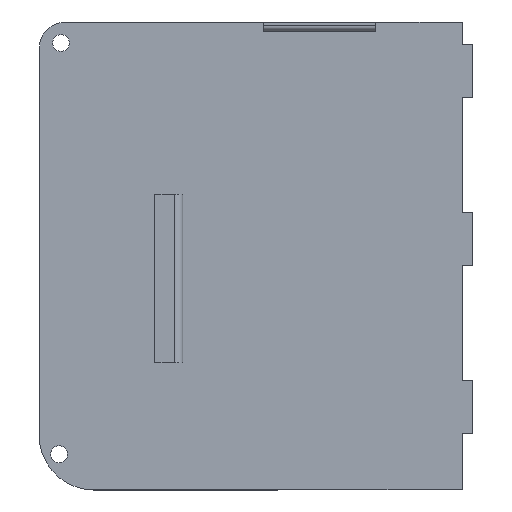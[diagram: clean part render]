
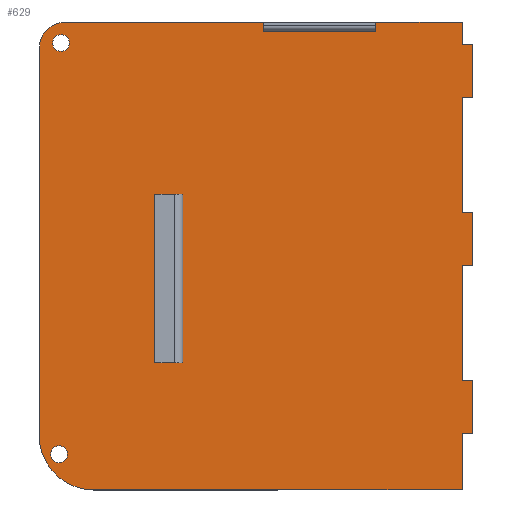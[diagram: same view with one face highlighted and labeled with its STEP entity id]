
A CAD part, top view. The second image highlights one B-rep face of the part: STEP entity #629.
In plain terms, the highlighted planar face has unit normal (0, 0, 1).
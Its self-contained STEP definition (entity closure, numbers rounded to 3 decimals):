
#15=FACE_BOUND('',#88,.T.);
#16=FACE_BOUND('',#89,.T.);
#17=FACE_BOUND('',#90,.T.);
#24=PLANE('',#682);
#54=FACE_OUTER_BOUND('',#87,.T.);
#87=EDGE_LOOP('',(#466,#467,#468,#469,#470,#471,#472,#473,#474,#475,#476,
#477,#478,#479,#480,#481,#482,#483,#484,#485,#486,#487));
#88=EDGE_LOOP('',(#488));
#89=EDGE_LOOP('',(#489));
#90=EDGE_LOOP('',(#490,#491,#492,#493));
#126=LINE('',#916,#204);
#129=LINE('',#921,#207);
#131=LINE('',#925,#209);
#132=LINE('',#928,#210);
#133=LINE('',#932,#211);
#134=LINE('',#936,#212);
#135=LINE('',#938,#213);
#136=LINE('',#940,#214);
#137=LINE('',#942,#215);
#138=LINE('',#944,#216);
#139=LINE('',#946,#217);
#140=LINE('',#948,#218);
#141=LINE('',#950,#219);
#142=LINE('',#952,#220);
#143=LINE('',#954,#221);
#144=LINE('',#956,#222);
#145=LINE('',#958,#223);
#146=LINE('',#960,#224);
#147=LINE('',#962,#225);
#148=LINE('',#963,#226);
#149=LINE('',#966,#227);
#150=LINE('',#968,#228);
#151=LINE('',#970,#229);
#152=LINE('',#971,#230);
#204=VECTOR('',#746,10.);
#207=VECTOR('',#751,10.);
#209=VECTOR('',#755,10.);
#210=VECTOR('',#758,10.);
#211=VECTOR('',#761,10.);
#212=VECTOR('',#764,10.);
#213=VECTOR('',#765,10.);
#214=VECTOR('',#766,10.);
#215=VECTOR('',#767,10.);
#216=VECTOR('',#768,10.);
#217=VECTOR('',#769,10.);
#218=VECTOR('',#770,10.);
#219=VECTOR('',#771,10.);
#220=VECTOR('',#772,10.);
#221=VECTOR('',#773,10.);
#222=VECTOR('',#774,10.);
#223=VECTOR('',#775,10.);
#224=VECTOR('',#776,10.);
#225=VECTOR('',#777,10.);
#226=VECTOR('',#778,10.);
#227=VECTOR('',#779,10.);
#228=VECTOR('',#780,10.);
#229=VECTOR('',#781,10.);
#230=VECTOR('',#782,10.);
#275=CIRCLE('',#671,1.5);
#277=CIRCLE('',#674,1.5);
#280=CIRCLE('',#683,4.7);
#281=CIRCLE('',#684,9.7);
#287=VERTEX_POINT('',#888);
#289=VERTEX_POINT('',#894);
#296=VERTEX_POINT('',#913);
#297=VERTEX_POINT('',#915);
#298=VERTEX_POINT('',#919);
#299=VERTEX_POINT('',#923);
#300=VERTEX_POINT('',#927);
#301=VERTEX_POINT('',#929);
#302=VERTEX_POINT('',#931);
#303=VERTEX_POINT('',#933);
#304=VERTEX_POINT('',#935);
#305=VERTEX_POINT('',#937);
#306=VERTEX_POINT('',#939);
#307=VERTEX_POINT('',#941);
#308=VERTEX_POINT('',#943);
#309=VERTEX_POINT('',#945);
#310=VERTEX_POINT('',#947);
#311=VERTEX_POINT('',#949);
#312=VERTEX_POINT('',#951);
#313=VERTEX_POINT('',#953);
#314=VERTEX_POINT('',#955);
#315=VERTEX_POINT('',#957);
#316=VERTEX_POINT('',#959);
#317=VERTEX_POINT('',#961);
#318=VERTEX_POINT('',#964);
#319=VERTEX_POINT('',#965);
#320=VERTEX_POINT('',#967);
#321=VERTEX_POINT('',#969);
#348=EDGE_CURVE('',#287,#287,#275,.T.);
#351=EDGE_CURVE('',#289,#289,#277,.T.);
#360=EDGE_CURVE('',#297,#296,#126,.T.);
#363=EDGE_CURVE('',#296,#298,#129,.T.);
#365=EDGE_CURVE('',#298,#299,#131,.T.);
#366=EDGE_CURVE('',#299,#300,#132,.T.);
#367=EDGE_CURVE('',#301,#300,#280,.T.);
#368=EDGE_CURVE('',#301,#302,#133,.T.);
#369=EDGE_CURVE('',#303,#302,#281,.T.);
#370=EDGE_CURVE('',#303,#304,#134,.T.);
#371=EDGE_CURVE('',#304,#305,#135,.T.);
#372=EDGE_CURVE('',#305,#306,#136,.T.);
#373=EDGE_CURVE('',#307,#306,#137,.T.);
#374=EDGE_CURVE('',#308,#307,#138,.T.);
#375=EDGE_CURVE('',#308,#309,#139,.T.);
#376=EDGE_CURVE('',#309,#310,#140,.T.);
#377=EDGE_CURVE('',#311,#310,#141,.T.);
#378=EDGE_CURVE('',#312,#311,#142,.T.);
#379=EDGE_CURVE('',#312,#313,#143,.T.);
#380=EDGE_CURVE('',#313,#314,#144,.T.);
#381=EDGE_CURVE('',#315,#314,#145,.T.);
#382=EDGE_CURVE('',#316,#315,#146,.T.);
#383=EDGE_CURVE('',#316,#317,#147,.T.);
#384=EDGE_CURVE('',#317,#297,#148,.T.);
#385=EDGE_CURVE('',#318,#319,#149,.T.);
#386=EDGE_CURVE('',#319,#320,#150,.T.);
#387=EDGE_CURVE('',#320,#321,#151,.T.);
#388=EDGE_CURVE('',#321,#318,#152,.T.);
#466=ORIENTED_EDGE('',*,*,#360,.T.);
#467=ORIENTED_EDGE('',*,*,#363,.T.);
#468=ORIENTED_EDGE('',*,*,#365,.T.);
#469=ORIENTED_EDGE('',*,*,#366,.T.);
#470=ORIENTED_EDGE('',*,*,#367,.F.);
#471=ORIENTED_EDGE('',*,*,#368,.T.);
#472=ORIENTED_EDGE('',*,*,#369,.F.);
#473=ORIENTED_EDGE('',*,*,#370,.T.);
#474=ORIENTED_EDGE('',*,*,#371,.T.);
#475=ORIENTED_EDGE('',*,*,#372,.T.);
#476=ORIENTED_EDGE('',*,*,#373,.F.);
#477=ORIENTED_EDGE('',*,*,#374,.F.);
#478=ORIENTED_EDGE('',*,*,#375,.T.);
#479=ORIENTED_EDGE('',*,*,#376,.T.);
#480=ORIENTED_EDGE('',*,*,#377,.F.);
#481=ORIENTED_EDGE('',*,*,#378,.F.);
#482=ORIENTED_EDGE('',*,*,#379,.T.);
#483=ORIENTED_EDGE('',*,*,#380,.T.);
#484=ORIENTED_EDGE('',*,*,#381,.F.);
#485=ORIENTED_EDGE('',*,*,#382,.F.);
#486=ORIENTED_EDGE('',*,*,#383,.T.);
#487=ORIENTED_EDGE('',*,*,#384,.T.);
#488=ORIENTED_EDGE('',*,*,#348,.T.);
#489=ORIENTED_EDGE('',*,*,#351,.T.);
#490=ORIENTED_EDGE('',*,*,#385,.T.);
#491=ORIENTED_EDGE('',*,*,#386,.T.);
#492=ORIENTED_EDGE('',*,*,#387,.T.);
#493=ORIENTED_EDGE('',*,*,#388,.T.);
#629=ADVANCED_FACE('',(#54,#15,#16,#17),#24,.F.);
#671=AXIS2_PLACEMENT_3D('',#890,#721,#722);
#674=AXIS2_PLACEMENT_3D('',#896,#728,#729);
#682=AXIS2_PLACEMENT_3D('',#926,#756,#757);
#683=AXIS2_PLACEMENT_3D('',#930,#759,#760);
#684=AXIS2_PLACEMENT_3D('',#934,#762,#763);
#721=DIRECTION('center_axis',(0.,0.,
-1.));
#722=DIRECTION('ref_axis',(1.,0.,0.));
#728=DIRECTION('center_axis',(0.,0.,
-1.));
#729=DIRECTION('ref_axis',(1.,0.,0.));
#746=DIRECTION('',(0.,-1.,0.));
#751=DIRECTION('',(-1.,0.,0.));
#755=DIRECTION('',(0.,1.,0.));
#756=DIRECTION('center_axis',(0.,0.,
-1.));
#757=DIRECTION('ref_axis',(1.,0.,0.));
#758=DIRECTION('',(-1.,0.,0.));
#759=DIRECTION('center_axis',(0.,0.,
-1.));
#760=DIRECTION('ref_axis',(-1.,0.,0.));
#761=DIRECTION('',(0.,-1.,0.));
#762=DIRECTION('center_axis',(0.,0.,
-1.));
#763=DIRECTION('ref_axis',(0.,-1.,0.));
#764=DIRECTION('',(1.,0.,0.));
#765=DIRECTION('',(0.,1.,0.));
#766=DIRECTION('',(1.,0.,0.));
#767=DIRECTION('',(0.,-1.,0.));
#768=DIRECTION('',(1.,0.,0.));
#769=DIRECTION('',(0.,1.,0.));
#770=DIRECTION('',(1.,0.,0.));
#771=DIRECTION('',(0.,-1.,0.));
#772=DIRECTION('',(1.,0.,0.));
#773=DIRECTION('',(0.,1.,0.));
#774=DIRECTION('',(1.,0.,0.));
#775=DIRECTION('',(0.,-1.,0.));
#776=DIRECTION('',(1.,0.,0.));
#777=DIRECTION('',(0.,1.,0.));
#778=DIRECTION('',(-1.,0.,0.));
#779=DIRECTION('',(-1.,0.,0.));
#780=DIRECTION('',(0.,1.,0.));
#781=DIRECTION('',(1.,0.,0.));
#782=DIRECTION('',(0.,-1.,0.));
#888=CARTESIAN_POINT('',(-34.343,5.677,-21.23));
#890=CARTESIAN_POINT('Origin',(-32.843,5.677,-21.23));
#894=CARTESIAN_POINT('',(-34.,79.,-21.23));
#896=CARTESIAN_POINT('Origin',(-32.5,79.,-21.23));
#913=CARTESIAN_POINT('',(23.65,81.1,-21.23));
#915=CARTESIAN_POINT('',(23.65,82.748,-21.23));
#916=CARTESIAN_POINT('',(23.65,61.062,-21.23));
#919=CARTESIAN_POINT('',(3.65,81.1,-21.23));
#921=CARTESIAN_POINT('',(2.484,81.1,-21.23));
#923=CARTESIAN_POINT('',(3.65,82.748,-21.23));
#925=CARTESIAN_POINT('',(3.65,61.886,-21.23));
#926=CARTESIAN_POINT('Origin',(1.318,41.024,-21.23));
#927=CARTESIAN_POINT('',(-31.682,82.748,-21.23));
#928=CARTESIAN_POINT('',(39.018,82.748,-21.23));
#929=CARTESIAN_POINT('',(-36.382,78.048,-21.23));
#930=CARTESIAN_POINT('Origin',(-31.682,78.048,-21.23));
#931=CARTESIAN_POINT('',(-36.382,9.,-21.23));
#932=CARTESIAN_POINT('',(-36.382,78.048,-21.23));
#933=CARTESIAN_POINT('',(-26.682,-0.7,-21.23));
#934=CARTESIAN_POINT('Origin',(-26.682,9.,-21.23));
#935=CARTESIAN_POINT('',(39.018,-0.7,-21.23));
#936=CARTESIAN_POINT('',(-26.682,-0.7,-21.23));
#937=CARTESIAN_POINT('',(39.018,9.298,-21.23));
#938=CARTESIAN_POINT('',(39.018,-0.7,-21.23));
#939=CARTESIAN_POINT('',(40.918,9.298,-21.23));
#940=CARTESIAN_POINT('',(39.018,9.298,-21.23));
#941=CARTESIAN_POINT('',(40.918,18.798,-21.23));
#942=CARTESIAN_POINT('',(40.918,18.798,-21.23));
#943=CARTESIAN_POINT('',(39.018,18.798,-21.23));
#944=CARTESIAN_POINT('',(39.018,18.798,-21.23));
#945=CARTESIAN_POINT('',(39.018,39.298,-21.23));
#946=CARTESIAN_POINT('',(39.018,-0.7,-21.23));
#947=CARTESIAN_POINT('',(40.918,39.298,-21.23));
#948=CARTESIAN_POINT('',(39.018,39.298,-21.23));
#949=CARTESIAN_POINT('',(40.918,48.798,-21.23));
#950=CARTESIAN_POINT('',(40.918,48.798,-21.23));
#951=CARTESIAN_POINT('',(39.018,48.798,-21.23));
#952=CARTESIAN_POINT('',(39.018,48.798,-21.23));
#953=CARTESIAN_POINT('',(39.018,69.298,-21.23));
#954=CARTESIAN_POINT('',(39.018,-0.7,-21.23));
#955=CARTESIAN_POINT('',(40.918,69.298,-21.23));
#956=CARTESIAN_POINT('',(39.018,69.298,-21.23));
#957=CARTESIAN_POINT('',(40.918,78.798,-21.23));
#958=CARTESIAN_POINT('',(40.918,78.798,-21.23));
#959=CARTESIAN_POINT('',(39.018,78.798,-21.23));
#960=CARTESIAN_POINT('',(39.018,78.798,-21.23));
#961=CARTESIAN_POINT('',(39.018,82.748,-21.23));
#962=CARTESIAN_POINT('',(39.018,-0.7,-21.23));
#963=CARTESIAN_POINT('',(39.018,82.748,-21.23));
#964=CARTESIAN_POINT('',(-10.782,22.,-21.23));
#965=CARTESIAN_POINT('',(-15.782,22.,-21.23));
#966=CARTESIAN_POINT('',(-7.232,22.,-21.23));
#967=CARTESIAN_POINT('',(-15.782,52.,-21.23));
#968=CARTESIAN_POINT('',(-15.782,46.512,-21.23));
#969=CARTESIAN_POINT('',(-10.782,52.,-21.23));
#970=CARTESIAN_POINT('',(-4.732,52.,-21.23));
#971=CARTESIAN_POINT('',(-10.782,31.512,-21.23));
